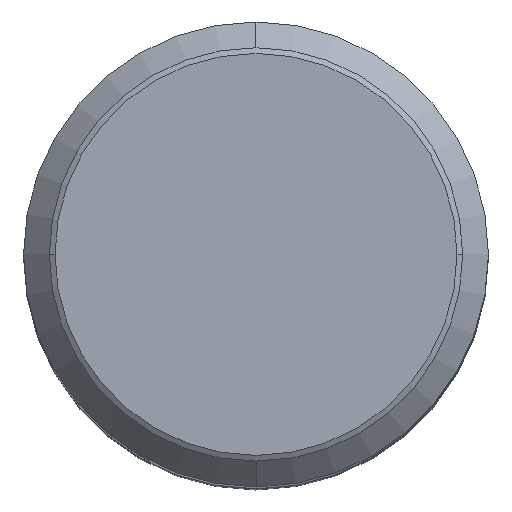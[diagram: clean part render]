
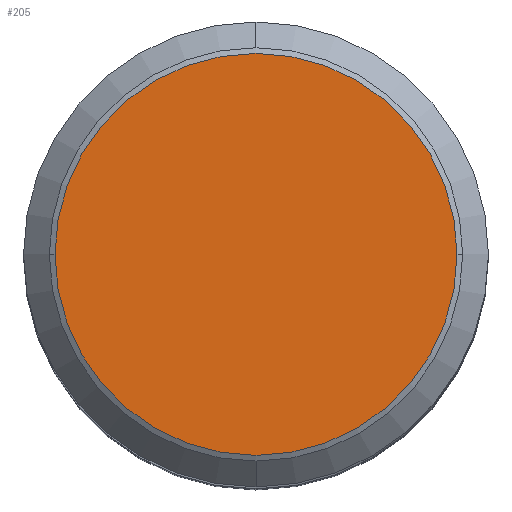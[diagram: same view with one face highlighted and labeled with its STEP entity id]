
A CAD part, top view. The second image highlights one B-rep face of the part: STEP entity #205.
In plain terms, the highlighted planar face has unit normal (0, 0, 1).
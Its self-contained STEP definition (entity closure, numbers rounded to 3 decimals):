
#185=EDGE_CURVE('',#219,#239,#386,.T.);
#203=EDGE_CURVE('',#239,#219,#407,.T.);
#205=ADVANCED_FACE('',(#409),#410,.T.);
#219=VERTEX_POINT('',#425);
#239=VERTEX_POINT('',#445);
#386=CIRCLE('',#612,6.917);
#407=CIRCLE('',#640,6.917);
#409=FACE_OUTER_BOUND('',#642,.T.);
#410=PLANE('',#643);
#425=CARTESIAN_POINT('',(6.917,0.,45.));
#445=CARTESIAN_POINT('',(-6.917,0.,45.0));
#612=AXIS2_PLACEMENT_3D('',#889,#890,#891);
#640=AXIS2_PLACEMENT_3D('',#926,#927,#928);
#642=EDGE_LOOP('',(#930,#931));
#643=AXIS2_PLACEMENT_3D('',#932,#933,#934);
#889=CARTESIAN_POINT('',(0.,0.0,45.));
#890=DIRECTION('',(0.0,0.0,1.0));
#891=DIRECTION('',(-1.0,0.,0.0));
#926=CARTESIAN_POINT('',(0.,0.0,45.));
#927=DIRECTION('',(0.0,0.0,1.0));
#928=DIRECTION('',(-1.0,0.,0.0));
#930=ORIENTED_EDGE('',*,*,#203,.T.);
#931=ORIENTED_EDGE('',*,*,#185,.T.);
#932=CARTESIAN_POINT('',(0.,-3.5,45.));
#933=DIRECTION('',(0.0,0.0,1.0));
#934=DIRECTION('',(0.,-1.0,0.0));
